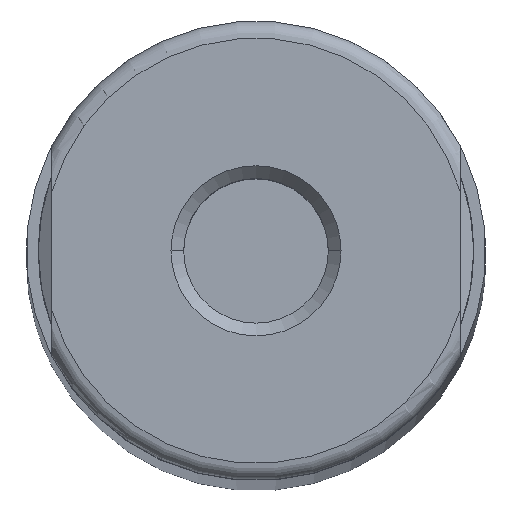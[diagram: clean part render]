
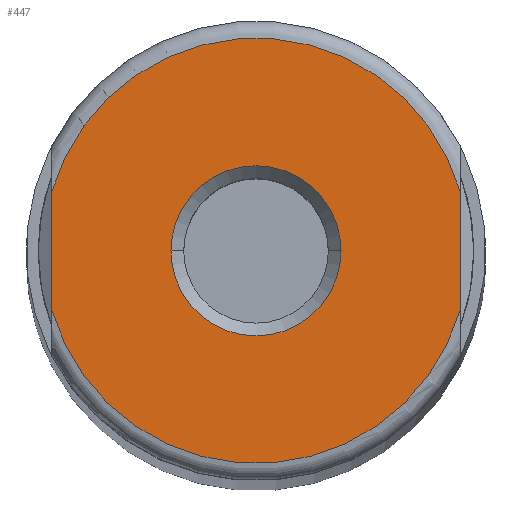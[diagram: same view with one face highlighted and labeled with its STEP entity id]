
A CAD part, top view. The second image highlights one B-rep face of the part: STEP entity #447.
In plain terms, the highlighted planar face has unit normal (0, 0, 1).
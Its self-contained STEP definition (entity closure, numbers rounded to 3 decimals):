
#3 = VERTEX_POINT ( 'NONE', #179 ) ;
#7 = VERTEX_POINT ( 'NONE', #176 ) ;
#14 = EDGE_CURVE ( 'NONE', #7, #3, #173, .T. ) ;
#66 = EDGE_CURVE ( 'NONE', #71, #67, #521, .T. ) ;
#67 = VERTEX_POINT ( 'NONE', #512 ) ;
#71 = VERTEX_POINT ( 'NONE', #507 ) ;
#171 = CARTESIAN_POINT ( 'NONE',  ( 0., 0., 0. ) ) ;
#172 = AXIS2_PLACEMENT_3D ( 'NONE', #171, #377, #376 ) ;
#173 = CIRCLE ( 'NONE', #172, 12.5 ) ;
#176 = CARTESIAN_POINT ( 'NONE',  ( 12., 3.5, 0. ) ) ;
#179 = CARTESIAN_POINT ( 'NONE',  ( -12., 3.5, 0. ) ) ;
#376 = DIRECTION ( 'NONE',  ( 1., 0., 0. ) ) ;
#377 = DIRECTION ( 'NONE',  ( 0., 0., 1. ) ) ;
#407 = EDGE_CURVE ( 'NONE', #408, #409, #1099, .T. ) ;
#408 = VERTEX_POINT ( 'NONE', #1100 ) ;
#409 = VERTEX_POINT ( 'NONE', #1094 ) ;
#410 = ORIENTED_EDGE ( 'NONE', *, *, #411, .T. ) ;
#411 = EDGE_CURVE ( 'NONE', #409, #7, #1093, .T. ) ;
#412 = ORIENTED_EDGE ( 'NONE', *, *, #14, .T. ) ;
#413 = ORIENTED_EDGE ( 'NONE', *, *, #418, .F. ) ;
#418 = EDGE_CURVE ( 'NONE', #408, #3, #1083, .T. ) ;
#429 = EDGE_LOOP ( 'NONE', ( #430, #432 ) ) ;
#430 = ORIENTED_EDGE ( 'NONE', *, *, #431, .F. ) ;
#431 = EDGE_CURVE ( 'NONE', #67, #71, #1145, .T. ) ;
#432 = ORIENTED_EDGE ( 'NONE', *, *, #66, .F. ) ;
#433 = EDGE_LOOP ( 'NONE', ( #434, #410, #412, #413 ) ) ;
#434 = ORIENTED_EDGE ( 'NONE', *, *, #407, .T. ) ;
#447 = ADVANCED_FACE ( 'NONE', ( #1125, #1124 ), #1123, .F. ) ;
#507 = CARTESIAN_POINT ( 'NONE',  ( -5., 0., 0. ) ) ;
#512 = CARTESIAN_POINT ( 'NONE',  ( 5., 0., 0. ) ) ;
#513 = DIRECTION ( 'NONE',  ( 1., 0., 0. ) ) ;
#514 = DIRECTION ( 'NONE',  ( 0., 0., 1. ) ) ;
#515 = CARTESIAN_POINT ( 'NONE',  ( 0., 0., 0. ) ) ;
#516 = AXIS2_PLACEMENT_3D ( 'NONE', #515, #514, #513 ) ;
#521 = CIRCLE ( 'NONE', #516, 5. ) ;
#1080 = DIRECTION ( 'NONE',  ( 0., 1., 0. ) ) ;
#1081 = VECTOR ( 'NONE', #1080, 1000. ) ;
#1082 = CARTESIAN_POINT ( 'NONE',  ( -12., -13.5, 0. ) ) ;
#1083 = LINE ( 'NONE', #1082, #1081 ) ;
#1090 = DIRECTION ( 'NONE',  ( 0., 1., 0. ) ) ;
#1091 = VECTOR ( 'NONE', #1090, 1000. ) ;
#1092 = CARTESIAN_POINT ( 'NONE',  ( 12., -13.5, 0. ) ) ;
#1093 = LINE ( 'NONE', #1092, #1091 ) ;
#1094 = CARTESIAN_POINT ( 'NONE',  ( 12., -3.5, 0. ) ) ;
#1095 = DIRECTION ( 'NONE',  ( 1., 0., 0. ) ) ;
#1096 = DIRECTION ( 'NONE',  ( 0., 0., 1. ) ) ;
#1097 = CARTESIAN_POINT ( 'NONE',  ( 0., 0., 0. ) ) ;
#1098 = AXIS2_PLACEMENT_3D ( 'NONE', #1097, #1096, #1095 ) ;
#1099 = CIRCLE ( 'NONE', #1098, 12.5 ) ;
#1100 = CARTESIAN_POINT ( 'NONE',  ( -12., -3.5, 0. ) ) ;
#1120 = DIRECTION ( 'NONE',  ( 0., 0., -1. ) ) ;
#1121 = CARTESIAN_POINT ( 'NONE',  ( 0., 0., 0. ) ) ;
#1122 = AXIS2_PLACEMENT_3D ( 'NONE', #1121, #1120, #1159 ) ;
#1123 = PLANE ( 'NONE',  #1122 ) ;
#1124 = FACE_OUTER_BOUND ( 'NONE', #433, .T. ) ;
#1125 = FACE_BOUND ( 'NONE', #429, .T. ) ;
#1141 = DIRECTION ( 'NONE',  ( 1., 0., 0. ) ) ;
#1142 = DIRECTION ( 'NONE',  ( 0., 0., 1. ) ) ;
#1143 = CARTESIAN_POINT ( 'NONE',  ( 0., 0., 0. ) ) ;
#1144 = AXIS2_PLACEMENT_3D ( 'NONE', #1143, #1142, #1141 ) ;
#1145 = CIRCLE ( 'NONE', #1144, 5. ) ;
#1159 = DIRECTION ( 'NONE',  ( -1., 0., 0. ) ) ;
